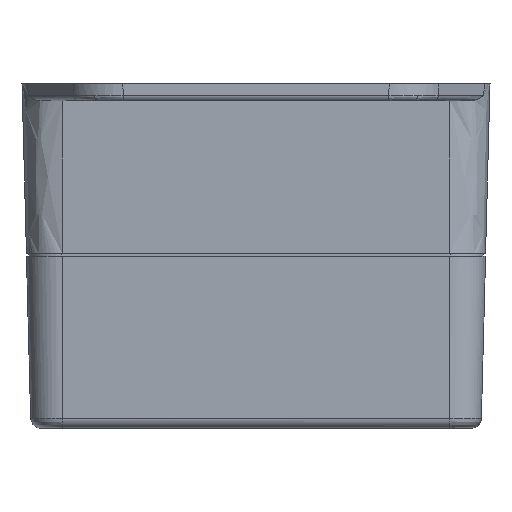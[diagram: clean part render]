
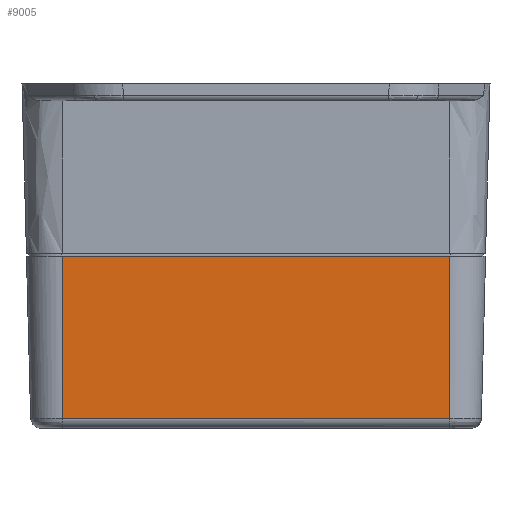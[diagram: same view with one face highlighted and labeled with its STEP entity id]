
A CAD part, left-side view. The second image highlights one B-rep face of the part: STEP entity #9005.
In plain terms, the highlighted face is planar.
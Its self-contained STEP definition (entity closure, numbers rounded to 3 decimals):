
#1379 = VERTEX_POINT ( 'NONE', #15194 ) ;
#3072 = LINE ( 'NONE', #43556, #38606 ) ;
#4586 = DIRECTION ( 'NONE',  ( 0., -1., 0. ) ) ;
#5281 = ORIENTED_EDGE ( 'NONE', *, *, #30605, .T. ) ;
#6586 = VERTEX_POINT ( 'NONE', #16983 ) ;
#7112 = LINE ( 'NONE', #34586, #25586 ) ;
#8270 = CARTESIAN_POINT ( 'NONE',  ( -79.996, 0., 0.134 ) ) ;
#9005 = ADVANCED_FACE ( 'NONE', ( #46989 ), #18579, .T. ) ;
#12165 = VERTEX_POINT ( 'NONE', #14260 ) ;
#12501 = DIRECTION ( 'NONE',  ( -0.026, 0., -1. ) ) ;
#13536 = LINE ( 'NONE', #32559, #30862 ) ;
#14260 = CARTESIAN_POINT ( 'NONE',  ( -79.261, -33.75, 28.38 ) ) ;
#14285 = DIRECTION ( 'NONE',  ( -0.026, 0., -1. ) ) ;
#15194 = CARTESIAN_POINT ( 'NONE',  ( -79.261, 33.75, 28.38 ) ) ;
#16983 = CARTESIAN_POINT ( 'NONE',  ( -79.996, 33.75, 0.134 ) ) ;
#17426 = DIRECTION ( 'NONE',  ( -0.026, 0., -1. ) ) ;
#17593 = DIRECTION ( 'NONE',  ( -1., 0., 0.026 ) ) ;
#17910 = CARTESIAN_POINT ( 'NONE',  ( -79.996, 0., 0.134 ) ) ;
#18557 = ORIENTED_EDGE ( 'NONE', *, *, #40015, .F. ) ;
#18579 = PLANE ( 'NONE',  #22762 ) ;
#18734 = VECTOR ( 'NONE', #4586, 1000. ) ;
#21800 = VERTEX_POINT ( 'NONE', #25398 ) ;
#22762 = AXIS2_PLACEMENT_3D ( 'NONE', #17910, #17593, #17426 ) ;
#25398 = CARTESIAN_POINT ( 'NONE',  ( -79.996, -33.75, 0.134 ) ) ;
#25586 = VECTOR ( 'NONE', #12501, 1000. ) ;
#30605 = EDGE_CURVE ( 'NONE', #6586, #21800, #36042, .T. ) ;
#30862 = VECTOR ( 'NONE', #36196, 1000. ) ;
#31300 = EDGE_CURVE ( 'NONE', #12165, #1379, #13536, .T. ) ;
#32559 = CARTESIAN_POINT ( 'NONE',  ( -79.261, 33.75, 28.38 ) ) ;
#33964 = ORIENTED_EDGE ( 'NONE', *, *, #31300, .T. ) ;
#34586 = CARTESIAN_POINT ( 'NONE',  ( -79.996, 33.75, 0.134 ) ) ;
#36042 = LINE ( 'NONE', #8270, #18734 ) ;
#36196 = DIRECTION ( 'NONE',  ( 0., 1., 0. ) ) ;
#38531 = EDGE_CURVE ( 'NONE', #1379, #6586, #7112, .T. ) ;
#38606 = VECTOR ( 'NONE', #14285, 1000. ) ;
#40015 = EDGE_CURVE ( 'NONE', #12165, #21800, #3072, .T. ) ;
#43556 = CARTESIAN_POINT ( 'NONE',  ( -79.996, -33.75, 0.134 ) ) ;
#45739 = EDGE_LOOP ( 'NONE', ( #18557, #33964, #46288, #5281 ) ) ;
#46288 = ORIENTED_EDGE ( 'NONE', *, *, #38531, .T. ) ;
#46989 = FACE_OUTER_BOUND ( 'NONE', #45739, .T. ) ;
